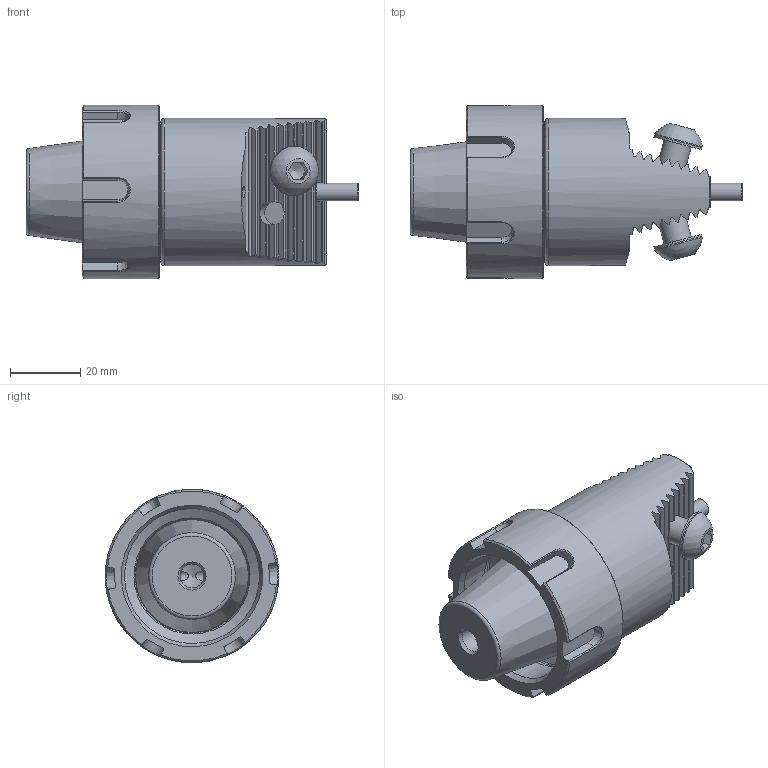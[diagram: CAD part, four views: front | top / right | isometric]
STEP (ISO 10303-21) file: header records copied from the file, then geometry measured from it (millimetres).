
FILE_DESCRIPTION (( 'STEP AP214' ), '1' );
FILE_NAME ('E32.Z42.K23.075.STEP', '2020-08-13T14:36:10', ( '' ), ( '' ), 'SwSTEP 2.0', 'SolidWorks 2017', '' );
FILE_SCHEMA (( 'AUTOMOTIVE_DESIGN' ));
Length unit declared in the file: millimetre
Products named in the file (8): Z42-ER1.002.020_A; MSX-ER1.XXX.XXX_A_Mutter Spannzangenkegel E32; Z42-ER1.003.020_A_gespannt; Z42-ER1.001.020; E32.Z42.K23.075; Z42-ER2.001.019_A; Sprengring_15.07.2011_003_Sprengring ›32; E32-Z42.K23.075_C
Assembly tree (8 placements, depth 3):
  E32.Z42.K23.075
    E32-Z42.K23.075_C
    MSX-ER1.XXX.XXX_A_Mutter Spannzangenkegel E32
    Sprengring_15.07.2011_003_Sprengring ›32
    Z42-ER2.001.019_A
    Z42-ER1.001.020  x2
      Z42-ER1.002.020_A
      Z42-ER1.003.020_A_gespannt
Bounding box: 94.7 x 49.5 x 49.48 mm (x, y, z)
Volume: 91525.8 mm3; surface area: 27203.6 mm2
Topology: 8 solids, 8 shells, 325 faces, 849 edges, 541 vertices
Faces by surface type: plane 193, cylinder 71, cone 42, torus 11, bspline 6, sphere 2
Full cylindrical faces by diameter (mm): 2.9 x1, 3 x1, 3.3 x6, 4 x1, 5 x1, 6.8 x3, 8 x2, 8.4 x2, 9 x2, 14 x4, 29.5 x1, 31.4 x1, 32 x2, 32.4 x2, 37.4 x1, 38.5 x1, 41 x1, 42 x1, 49.5 x1
Entity records: 9868 total; most frequent: CARTESIAN_POINT 3191, ORIENTED_EDGE 1422, DIRECTION 1132, EDGE_CURVE 711, VERTEX_POINT 488, AXIS2_PLACEMENT_3D 439, EDGE_LOOP 377, FACE_OUTER_BOUND 341
